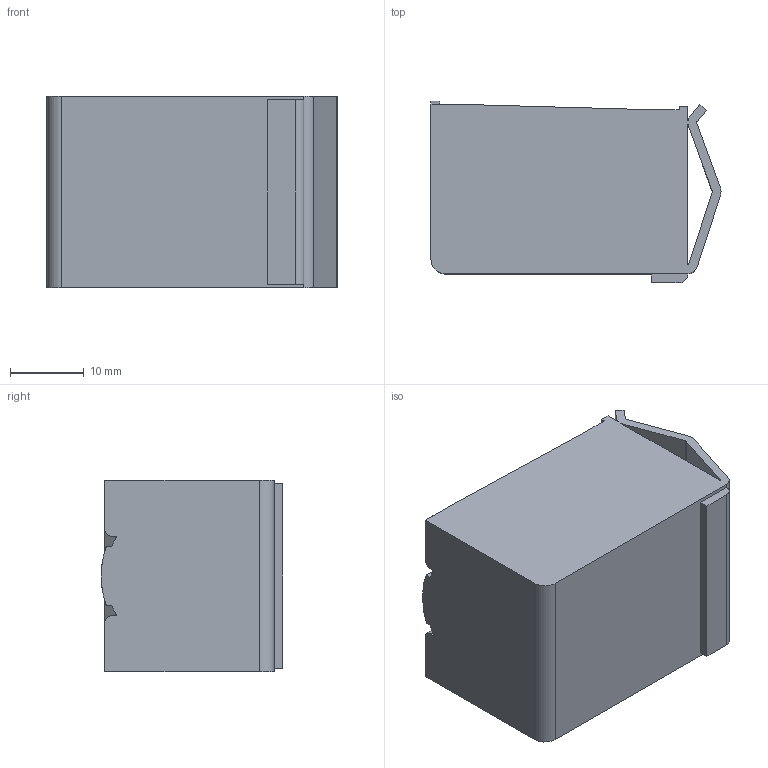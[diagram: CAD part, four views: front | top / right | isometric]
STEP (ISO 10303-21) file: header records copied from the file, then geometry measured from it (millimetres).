
FILE_DESCRIPTION((''),'2;1');
FILE_NAME('UBK_10-20T2','2023-03-06T',('dell'),(''),'PRO/ENGINEER BY PARAMETRIC TECHNOLOGY CORPORATION, 2013230','PRO/ENGINEER BY PARAMETRIC TECHNOLOGY CORPORATION, 2013230','');
FILE_SCHEMA(('CONFIG_CONTROL_DESIGN'));
Length unit declared in the file: millimetre
Products named in the file (1): UBK_10-20T2
Bounding box: 39.41 x 24.7 x 26 mm (x, y, z)
Volume: 21348.5 mm3; surface area: 6042.4 mm2
Topology: 1 solids, 1 shells, 64 faces, 192 edges, 130 vertices
Faces by surface type: plane 45, cylinder 19
Entity records: 2225 total; most frequent: CARTESIAN_POINT 417, ORIENTED_EDGE 384, DIRECTION 356, EDGE_CURVE 192, VECTOR 140, LINE 140, VERTEX_POINT 130, AXIS2_PLACEMENT_3D 108
